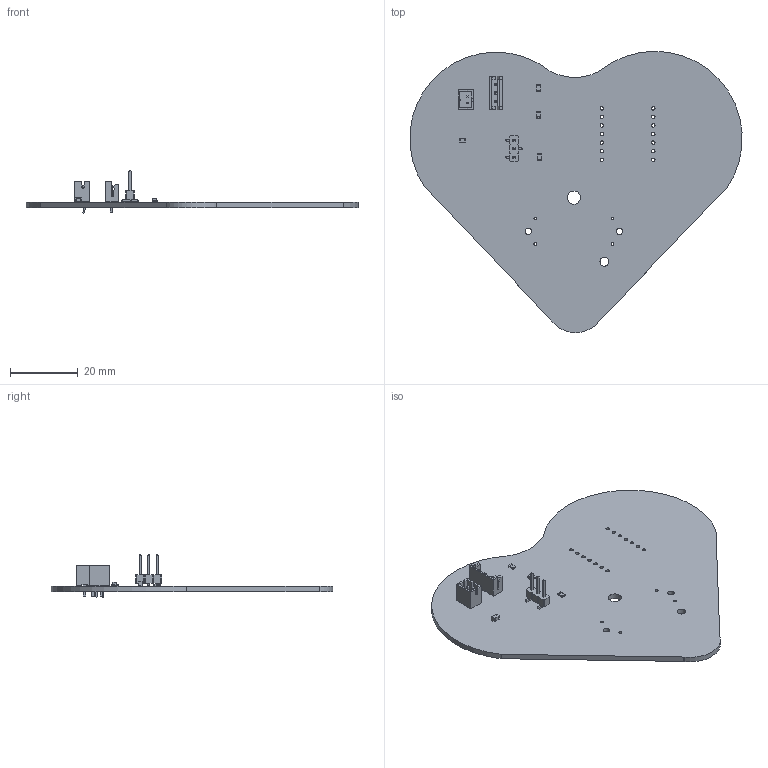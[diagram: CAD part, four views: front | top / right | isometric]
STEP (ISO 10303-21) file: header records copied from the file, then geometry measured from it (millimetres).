
FILE_DESCRIPTION(('KiCad electronic assembly'),'2;1');
FILE_NAME('jazmyn_hwsw.step','2025-02-26T14:42:14',('Pcbnew'),('Kicad'), 'Open CASCADE STEP processor 7.8','KiCad to STEP converter','Unknown' );
FILE_SCHEMA(('AUTOMOTIVE_DESIGN { 1 0 10303 214 1 1 1 1 }'));
Length unit declared in the file: millimetre
Products named in the file (14): jazmyn_hwsw 1; LED_0805_2012Metric; C_0805_2012Metric; R_0805_2012Metric; JST_EH_B3B-EH-A_1x03_P2.50mm_Vertical; JST_B3B_EH_A; PinHeader_1x03_P2.54mm_Vertical_SMD_Pin1Right; PinHeader_1x03_P254mm_Vertical_SMD_Pin1Right; JST_PH_B2B-PH-K_1x02_P2.00mm_Vertical; JST_B2B_PH_K; jazmyn_hwsw_PCB
Assembly tree (14 placements, depth 3):
  jazmyn_hwsw 1
    LED_0805_2012Metric
      LED_0805_2012Metric
    C_0805_2012Metric
      C_0805_2012Metric
    R_0805_2012Metric  x2
      R_0805_2012Metric
    JST_EH_B3B-EH-A_1x03_P2.50mm_Vertical
      JST_B3B_EH_A
    PinHeader_1x03_P2.54mm_Vertical_SMD_Pin1Right
      PinHeader_1x03_P254mm_Vertical_SMD_Pin1Right
    JST_PH_B2B-PH-K_1x02_P2.00mm_Vertical
      JST_B2B_PH_K
    jazmyn_hwsw_PCB
Bounding box: 98.34 x 83.36 x 12.7 mm (x, y, z)
Volume: 9068.4 mm3; surface area: 12451.1 mm2
Topology: 8 solids, 8 shells, 450 faces, 1184 edges, 768 vertices
Faces by surface type: plane 378, cylinder 72
Full cylindrical faces by diameter (mm): 0.75 x2, 0.85 x4, 0.95 x3, 1.016 x14, 1.9 x2, 2.6 x1, 3.9 x1
Entity records: 15930 total; most frequent: CARTESIAN_POINT 2279, ORIENTED_EDGE 2232, DIRECTION 2122, EDGE_CURVE 1116, LINE 988, VECTOR 988, VERTEX_POINT 724, AXIS2_PLACEMENT_3D 567
